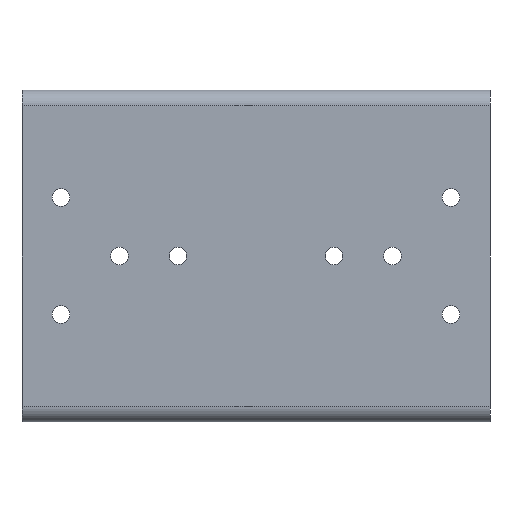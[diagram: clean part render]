
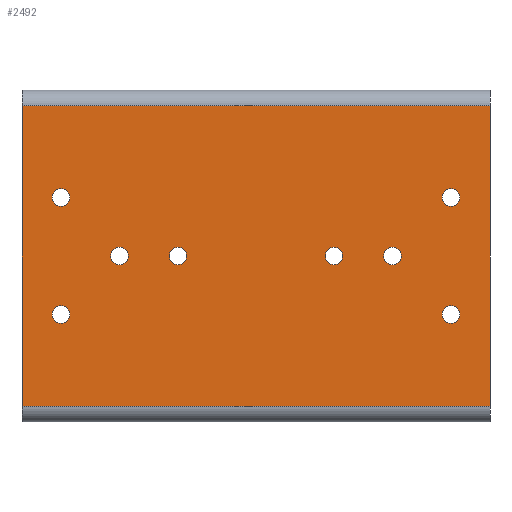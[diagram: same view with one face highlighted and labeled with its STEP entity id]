
A CAD part, front view. The second image highlights one B-rep face of the part: STEP entity #2492.
In plain terms, the highlighted planar face has unit normal (0, -1, 0).
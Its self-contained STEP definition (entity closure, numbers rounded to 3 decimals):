
#65=FACE_BOUND('',#467,.T.);
#66=FACE_BOUND('',#468,.T.);
#67=FACE_BOUND('',#469,.T.);
#68=FACE_BOUND('',#470,.T.);
#69=FACE_BOUND('',#471,.T.);
#70=FACE_BOUND('',#472,.T.);
#71=FACE_BOUND('',#473,.T.);
#72=FACE_BOUND('',#474,.T.);
#156=PLANE('',#2786);
#284=FACE_OUTER_BOUND('',#466,.T.);
#466=EDGE_LOOP('',(#2157,#2158,#2159,#2160));
#467=EDGE_LOOP('',(#2161));
#468=EDGE_LOOP('',(#2162));
#469=EDGE_LOOP('',(#2163));
#470=EDGE_LOOP('',(#2164));
#471=EDGE_LOOP('',(#2165));
#472=EDGE_LOOP('',(#2166));
#473=EDGE_LOOP('',(#2167));
#474=EDGE_LOOP('',(#2168));
#691=LINE('',#4183,#877);
#701=LINE('',#4213,#887);
#702=LINE('',#4215,#888);
#703=LINE('',#4216,#889);
#877=VECTOR('',#3473,10.);
#887=VECTOR('',#3509,2.88);
#888=VECTOR('',#3510,10.);
#889=VECTOR('',#3511,2.88);
#928=CIRCLE('',#2558,2.25);
#932=CIRCLE('',#2564,2.25);
#936=CIRCLE('',#2570,2.25);
#940=CIRCLE('',#2576,2.25);
#984=CIRCLE('',#2657,2.25);
#988=CIRCLE('',#2663,2.25);
#992=CIRCLE('',#2669,2.25);
#996=CIRCLE('',#2675,2.25);
#1084=VERTEX_POINT('',#3645);
#1088=VERTEX_POINT('',#3657);
#1092=VERTEX_POINT('',#3669);
#1096=VERTEX_POINT('',#3681);
#1172=VERTEX_POINT('',#3906);
#1176=VERTEX_POINT('',#3918);
#1180=VERTEX_POINT('',#3930);
#1184=VERTEX_POINT('',#3942);
#1257=VERTEX_POINT('',#4173);
#1258=VERTEX_POINT('',#4177);
#1265=VERTEX_POINT('',#4212);
#1266=VERTEX_POINT('',#4214);
#1308=EDGE_CURVE('',#1084,#1084,#928,.T.);
#1314=EDGE_CURVE('',#1088,#1088,#932,.T.);
#1320=EDGE_CURVE('',#1092,#1092,#936,.T.);
#1326=EDGE_CURVE('',#1096,#1096,#940,.T.);
#1438=EDGE_CURVE('',#1172,#1172,#984,.T.);
#1444=EDGE_CURVE('',#1176,#1176,#988,.T.);
#1450=EDGE_CURVE('',#1180,#1180,#992,.T.);
#1456=EDGE_CURVE('',#1184,#1184,#996,.T.);
#1575=EDGE_CURVE('',#1257,#1258,#691,.T.);
#1589=EDGE_CURVE('',#1265,#1258,#701,.T.);
#1590=EDGE_CURVE('',#1265,#1266,#702,.T.);
#1591=EDGE_CURVE('',#1266,#1257,#703,.T.);
#2157=ORIENTED_EDGE('',*,*,#1575,.T.);
#2158=ORIENTED_EDGE('',*,*,#1589,.F.);
#2159=ORIENTED_EDGE('',*,*,#1590,.T.);
#2160=ORIENTED_EDGE('',*,*,#1591,.T.);
#2161=ORIENTED_EDGE('',*,*,#1308,.T.);
#2162=ORIENTED_EDGE('',*,*,#1314,.T.);
#2163=ORIENTED_EDGE('',*,*,#1320,.T.);
#2164=ORIENTED_EDGE('',*,*,#1326,.T.);
#2165=ORIENTED_EDGE('',*,*,#1438,.T.);
#2166=ORIENTED_EDGE('',*,*,#1444,.T.);
#2167=ORIENTED_EDGE('',*,*,#1450,.T.);
#2168=ORIENTED_EDGE('',*,*,#1456,.T.);
#2492=ADVANCED_FACE('',(#284,#65,#66,#67,#68,#69,#70,#71,#72),#156,.T.);
#2558=AXIS2_PLACEMENT_3D('',#3647,#2895,#2896);
#2564=AXIS2_PLACEMENT_3D('',#3659,#2909,#2910);
#2570=AXIS2_PLACEMENT_3D('',#3671,#2923,#2924);
#2576=AXIS2_PLACEMENT_3D('',#3683,#2937,#2938);
#2657=AXIS2_PLACEMENT_3D('',#3908,#3167,#3168);
#2663=AXIS2_PLACEMENT_3D('',#3920,#3181,#3182);
#2669=AXIS2_PLACEMENT_3D('',#3932,#3195,#3196);
#2675=AXIS2_PLACEMENT_3D('',#3944,#3209,#3210);
#2786=AXIS2_PLACEMENT_3D('',#4211,#3507,#3508);
#2895=DIRECTION('center_axis',(0.,1.,0.));
#2896=DIRECTION('ref_axis',(1.,0.,0.));
#2909=DIRECTION('center_axis',(0.,1.,0.));
#2910=DIRECTION('ref_axis',(1.,0.,0.));
#2923=DIRECTION('center_axis',(0.,1.,0.));
#2924=DIRECTION('ref_axis',(1.,0.,0.));
#2937=DIRECTION('center_axis',(0.,1.,0.));
#2938=DIRECTION('ref_axis',(1.,0.,0.));
#3167=DIRECTION('center_axis',(0.,1.,0.));
#3168=DIRECTION('ref_axis',(1.,0.,0.));
#3181=DIRECTION('center_axis',(0.,1.,0.));
#3182=DIRECTION('ref_axis',(1.,0.,0.));
#3195=DIRECTION('center_axis',(0.,1.,0.));
#3196=DIRECTION('ref_axis',(1.,0.,0.));
#3209=DIRECTION('center_axis',(0.,1.,0.));
#3210=DIRECTION('ref_axis',(1.,0.,0.));
#3473=DIRECTION('',(1.,0.,0.));
#3507=DIRECTION('center_axis',(0.,-1.,0.));
#3508=DIRECTION('ref_axis',(0.,0.,
-1.));
#3509=DIRECTION('',(0.,0.,-1.));
#3510=DIRECTION('',(-1.,0.,0.));
#3511=DIRECTION('',(0.,0.,-1.));
#3645=CARTESIAN_POINT('',(-52.25,-85.,57.5));
#3647=CARTESIAN_POINT('Origin',(-50.,-85.,57.5));
#3657=CARTESIAN_POINT('',(47.75,-85.,57.5));
#3659=CARTESIAN_POINT('Origin',(50.,-85.,57.5));
#3669=CARTESIAN_POINT('',(47.75,-85.,27.5));
#3671=CARTESIAN_POINT('Origin',(50.,-85.,27.5));
#3681=CARTESIAN_POINT('',(-52.25,-85.,27.5));
#3683=CARTESIAN_POINT('Origin',(-50.,-85.,27.5));
#3906=CARTESIAN_POINT('',(-22.25,-85.,42.5));
#3908=CARTESIAN_POINT('Origin',(-20.,-85.,42.5));
#3918=CARTESIAN_POINT('',(32.75,-85.,42.5));
#3920=CARTESIAN_POINT('Origin',(35.,-85.,42.5));
#3930=CARTESIAN_POINT('',(17.75,-85.,42.5));
#3932=CARTESIAN_POINT('Origin',(20.,-85.,42.5));
#3942=CARTESIAN_POINT('',(-37.25,-85.,42.5));
#3944=CARTESIAN_POINT('Origin',(-35.,-85.,42.5));
#4173=CARTESIAN_POINT('',(-60.,-85.,4.));
#4177=CARTESIAN_POINT('',(60.,-85.,4.));
#4183=CARTESIAN_POINT('',(-30.,-85.,4.));
#4211=CARTESIAN_POINT('Origin',(0.,-85.,
42.762));
#4212=CARTESIAN_POINT('',(60.,-85.,81.));
#4213=CARTESIAN_POINT('',(60.,-85.,90.048));
#4214=CARTESIAN_POINT('',(-60.,-85.,81.));
#4215=CARTESIAN_POINT('',(0.,-85.,81.));
#4216=CARTESIAN_POINT('',(-60.,-85.,90.048));
